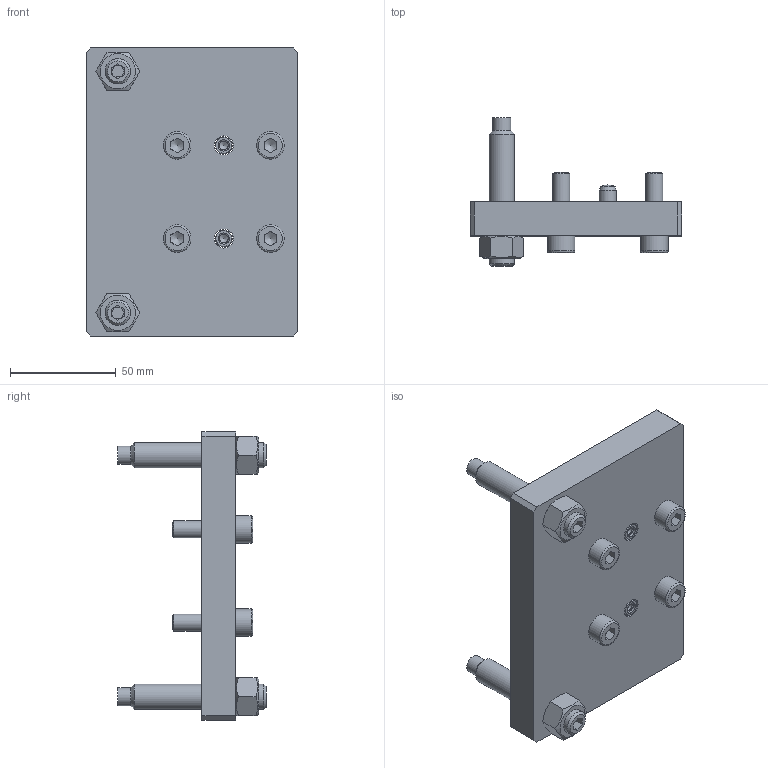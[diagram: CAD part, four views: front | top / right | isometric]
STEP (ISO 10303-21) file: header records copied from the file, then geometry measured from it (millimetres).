
FILE_DESCRIPTION(/* description */ (''),/* implementation_level */ '2;1');
FILE_NAME(/* name */ 'PP-PAO-MC 60.stp',/* time_stamp */ '2021-10-26T12:53:47+02:00',/* author */ ('Francesca'),/* organization */ (''),/* preprocessor_version */ 'ST-DEVELOPER v17',/* originating_system */ 'Autodesk Inventor 2019',/* authorisation */ '');
FILE_SCHEMA (('AUTOMOTIVE_DESIGN { 1 0 10303 214 3 1 1 }'));
Length unit declared in the file: millimetre
Products named in the file (6): PP-PAO-MC 60; Piastra 60; ISO 4032 - M12DIN EN Acciaio inox, 440C; ISO 8735 - 8 x 24 - A2; DIN EN ISO 4762 - M8 x 30 Acciaio inox, 440C; DIN 915 - M12 x70
Assembly tree (11 placements, depth 2):
  PP-PAO-MC 60
    Piastra 60
    ISO 4032 - M12DIN EN Acciaio inox, 440C  x2
    ISO 8735 - 8 x 24 - A2  x2
    DIN EN ISO 4762 - M8 x 30 Acciaio inox, 440C  x4
    DIN 915 - M12 x70  x2
Bounding box: 100 x 70 x 136 mm (x, y, z)
Volume: 239069.8 mm3; surface area: 53067.1 mm2
Topology: 11 solids, 11 shells, 148 faces, 400 edges, 278 vertices
Faces by surface type: plane 80, cone 30, cylinder 28, torus 8, sphere 2
Full cylindrical faces by diameter (mm): 4.135 x2, 5.3 x2, 8 x6, 8.5 x2, 9 x6, 10.106 x4, 12 x2, 13 x4
Entity records: 2488 total; most frequent: CARTESIAN_POINT 451, DIRECTION 403, ORIENTED_EDGE 368, EDGE_CURVE 184, AXIS2_PLACEMENT_3D 160, VERTEX_POINT 130, EDGE_LOOP 90, LINE 83
